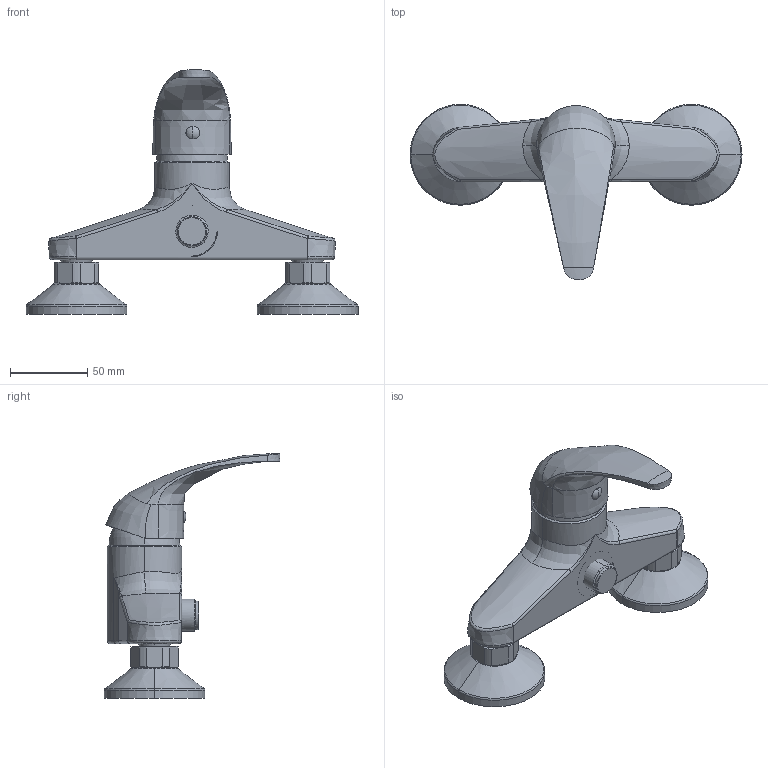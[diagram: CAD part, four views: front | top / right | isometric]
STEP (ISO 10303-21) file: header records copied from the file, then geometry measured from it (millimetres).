
FILE_DESCRIPTION((''),'2;1');
FILE_NAME('ND168CR','2021-11-10T10:02:23',('ut3'),('PAFFONI SpA'),'CREO PARAMETRIC BY PTC INC, 2020044','CREO PARAMETRIC BY PTC INC, 2020044','');
FILE_SCHEMA(('CONFIG_CONTROL_DESIGN','SHAPE_APPEARANCE_LAYERS_GROUPS'));
Length unit declared in the file: millimetre
Products named in the file (1): ND168CR
Bounding box: 215.5 x 114.13 x 159 mm (x, y, z)
Volume: 426887 mm3; surface area: 64139.6 mm2
Topology: 1 solids, 1 shells, 202 faces, 486 edges, 290 vertices
Faces by surface type: bspline 61, plane 51, cone 44, cylinder 33, torus 11, sphere 2
Entity records: 13020 total; most frequent: CARTESIAN_POINT 7379, ORIENTED_EDGE 952, DIRECTION 745, EDGE_CURVE 476, AXIS2_PLACEMENT_3D 311, VERTEX_POINT 288, EDGE_LOOP 214, FACE_OUTER_BOUND 202
